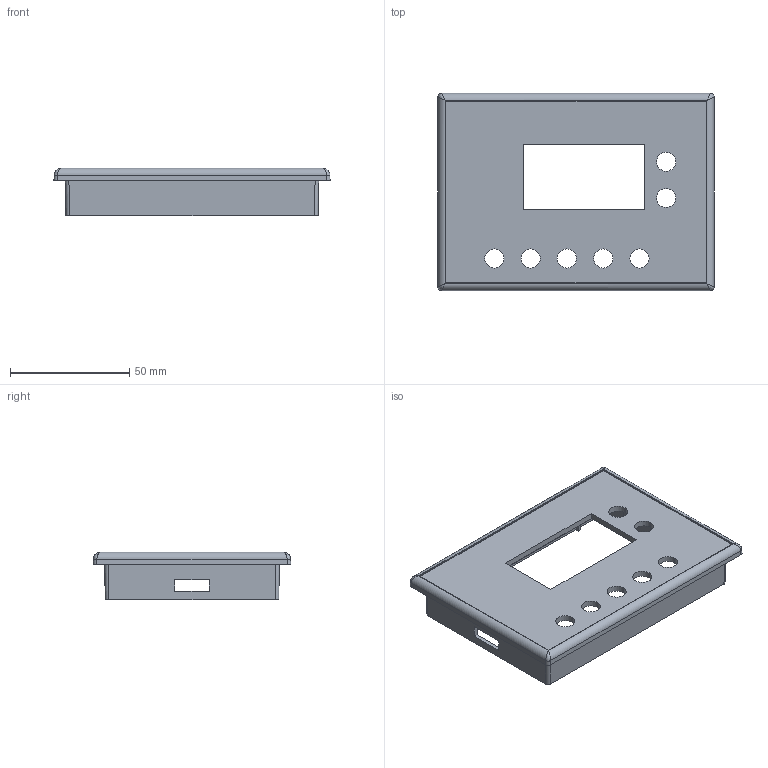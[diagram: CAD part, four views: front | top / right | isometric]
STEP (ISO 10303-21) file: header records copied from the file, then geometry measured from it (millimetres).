
FILE_DESCRIPTION (( 'STEP AP203' ), '1' );
FILE_NAME ('醱啣褲极.STEP', '2016-09-26T09:18:14', ( '' ), ( '' ), 'SwSTEP 2.0', 'SolidWorks 2013', '' );
FILE_SCHEMA (( 'CONFIG_CONTROL_DESIGN' ));
Length unit declared in the file: millimetre
Products named in the file (1): 醱啣褲极
Bounding box: 116 x 83 x 20 mm (x, y, z)
Volume: 31728.4 mm3; surface area: 32245.1 mm2
Topology: 1 solids, 1 shells, 161 faces, 426 edges, 276 vertices
Faces by surface type: plane 111, cylinder 46, bspline 4
Entity records: 5157 total; most frequent: CARTESIAN_POINT 1096, ORIENTED_EDGE 844, DIRECTION 778, EDGE_CURVE 422, LINE 334, VECTOR 334, VERTEX_POINT 276, AXIS2_PLACEMENT_3D 222
